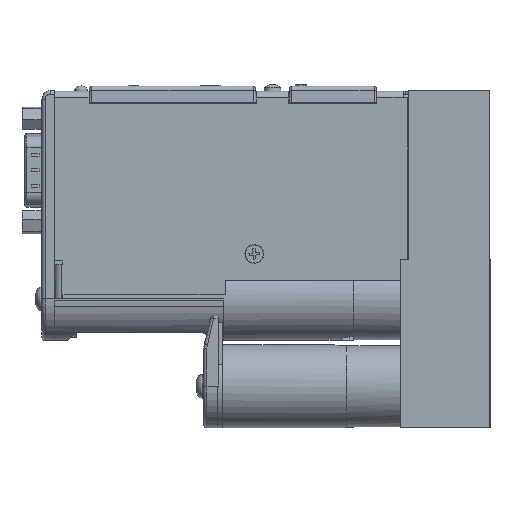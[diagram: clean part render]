
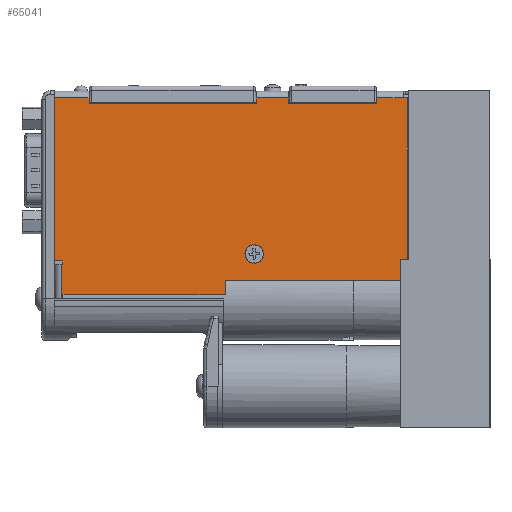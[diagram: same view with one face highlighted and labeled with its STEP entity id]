
A CAD part, left-side view. The second image highlights one B-rep face of the part: STEP entity #65041.
In plain terms, the highlighted planar face has unit normal (-1, 0, 0).
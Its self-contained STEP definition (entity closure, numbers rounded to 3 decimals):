
#3059=FACE_BOUND('',#6696,.T.);
#3394=FACE_OUTER_BOUND('',#6695,.T.);
#6695=EDGE_LOOP('',(#43202,#43203,#43204,#43205,#43206,#43207,#43208,#43209,
#43210,#43211,#43212,#43213,#43214,#43215,#43216,#43217,#43218,#43219,#43220,
#43221,#43222,#43223,#43224,#43225,#43226));
#6696=EDGE_LOOP('',(#43227));
#10001=LINE('',#90556,#17148);
#10285=LINE('',#91884,#17432);
#10289=LINE('',#91903,#17436);
#10293=LINE('',#91911,#17440);
#10294=LINE('',#91913,#17441);
#10295=LINE('',#91915,#17442);
#10296=LINE('',#91917,#17443);
#10297=LINE('',#91919,#17444);
#10298=LINE('',#91921,#17445);
#10299=LINE('',#91923,#17446);
#10300=LINE('',#91925,#17447);
#10301=LINE('',#91927,#17448);
#10302=LINE('',#91929,#17449);
#10303=LINE('',#91931,#17450);
#10304=LINE('',#91933,#17451);
#10305=LINE('',#91935,#17452);
#10306=LINE('',#91937,#17453);
#10307=LINE('',#91939,#17454);
#10308=LINE('',#91941,#17455);
#10309=LINE('',#91943,#17456);
#10310=LINE('',#91945,#17457);
#10311=LINE('',#91947,#17458);
#10312=LINE('',#91949,#17459);
#10313=LINE('',#91951,#17460);
#10314=LINE('',#91952,#17461);
#17148=VECTOR('',#73285,10.);
#17432=VECTOR('',#74033,10.);
#17436=VECTOR('',#74057,10.);
#17440=VECTOR('',#74063,10.);
#17441=VECTOR('',#74064,10.);
#17442=VECTOR('',#74065,10.);
#17443=VECTOR('',#74066,10.);
#17444=VECTOR('',#74067,10.);
#17445=VECTOR('',#74068,10.);
#17446=VECTOR('',#74069,10.);
#17447=VECTOR('',#74070,10.);
#17448=VECTOR('',#74071,10.);
#17449=VECTOR('',#74072,10.);
#17450=VECTOR('',#74073,10.);
#17451=VECTOR('',#74074,10.);
#17452=VECTOR('',#74075,10.);
#17453=VECTOR('',#74076,10.);
#17454=VECTOR('',#74077,10.);
#17455=VECTOR('',#74078,10.);
#17456=VECTOR('',#74079,10.);
#17457=VECTOR('',#74080,10.);
#17458=VECTOR('',#74081,10.);
#17459=VECTOR('',#74082,10.);
#17460=VECTOR('',#74083,10.);
#17461=VECTOR('',#74084,10.);
#24388=CIRCLE('',#68456,2.25);
#26074=VERTEX_POINT('',#90554);
#26075=VERTEX_POINT('',#90555);
#26346=VERTEX_POINT('',#91883);
#26351=VERTEX_POINT('',#91902);
#26354=VERTEX_POINT('',#91910);
#26355=VERTEX_POINT('',#91912);
#26356=VERTEX_POINT('',#91914);
#26357=VERTEX_POINT('',#91916);
#26358=VERTEX_POINT('',#91918);
#26359=VERTEX_POINT('',#91920);
#26360=VERTEX_POINT('',#91922);
#26361=VERTEX_POINT('',#91924);
#26362=VERTEX_POINT('',#91926);
#26363=VERTEX_POINT('',#91928);
#26364=VERTEX_POINT('',#91930);
#26365=VERTEX_POINT('',#91932);
#26366=VERTEX_POINT('',#91934);
#26367=VERTEX_POINT('',#91936);
#26368=VERTEX_POINT('',#91938);
#26369=VERTEX_POINT('',#91940);
#26370=VERTEX_POINT('',#91942);
#26371=VERTEX_POINT('',#91944);
#26372=VERTEX_POINT('',#91946);
#26373=VERTEX_POINT('',#91948);
#26374=VERTEX_POINT('',#91950);
#26375=VERTEX_POINT('',#91953);
#32784=EDGE_CURVE('',#26074,#26075,#10001,.T.);
#33190=EDGE_CURVE('',#26346,#26074,#10285,.T.);
#33198=EDGE_CURVE('',#26346,#26351,#10289,.T.);
#33202=EDGE_CURVE('',#26354,#26075,#10293,.T.);
#33203=EDGE_CURVE('',#26355,#26354,#10294,.T.);
#33204=EDGE_CURVE('',#26355,#26356,#10295,.T.);
#33205=EDGE_CURVE('',#26356,#26357,#10296,.T.);
#33206=EDGE_CURVE('',#26357,#26358,#10297,.T.);
#33207=EDGE_CURVE('',#26358,#26359,#10298,.T.);
#33208=EDGE_CURVE('',#26359,#26360,#10299,.T.);
#33209=EDGE_CURVE('',#26360,#26361,#10300,.T.);
#33210=EDGE_CURVE('',#26361,#26362,#10301,.T.);
#33211=EDGE_CURVE('',#26362,#26363,#10302,.T.);
#33212=EDGE_CURVE('',#26363,#26364,#10303,.T.);
#33213=EDGE_CURVE('',#26365,#26364,#10304,.T.);
#33214=EDGE_CURVE('',#26365,#26366,#10305,.T.);
#33215=EDGE_CURVE('',#26366,#26367,#10306,.T.);
#33216=EDGE_CURVE('',#26367,#26368,#10307,.T.);
#33217=EDGE_CURVE('',#26368,#26369,#10308,.T.);
#33218=EDGE_CURVE('',#26369,#26370,#10309,.T.);
#33219=EDGE_CURVE('',#26370,#26371,#10310,.T.);
#33220=EDGE_CURVE('',#26371,#26372,#10311,.T.);
#33221=EDGE_CURVE('',#26373,#26372,#10312,.T.);
#33222=EDGE_CURVE('',#26373,#26374,#10313,.T.);
#33223=EDGE_CURVE('',#26374,#26351,#10314,.T.);
#33224=EDGE_CURVE('',#26375,#26375,#24388,.T.);
#43202=ORIENTED_EDGE('',*,*,#33190,.T.);
#43203=ORIENTED_EDGE('',*,*,#32784,.T.);
#43204=ORIENTED_EDGE('',*,*,#33202,.F.);
#43205=ORIENTED_EDGE('',*,*,#33203,.F.);
#43206=ORIENTED_EDGE('',*,*,#33204,.T.);
#43207=ORIENTED_EDGE('',*,*,#33205,.T.);
#43208=ORIENTED_EDGE('',*,*,#33206,.T.);
#43209=ORIENTED_EDGE('',*,*,#33207,.T.);
#43210=ORIENTED_EDGE('',*,*,#33208,.T.);
#43211=ORIENTED_EDGE('',*,*,#33209,.T.);
#43212=ORIENTED_EDGE('',*,*,#33210,.T.);
#43213=ORIENTED_EDGE('',*,*,#33211,.T.);
#43214=ORIENTED_EDGE('',*,*,#33212,.T.);
#43215=ORIENTED_EDGE('',*,*,#33213,.F.);
#43216=ORIENTED_EDGE('',*,*,#33214,.T.);
#43217=ORIENTED_EDGE('',*,*,#33215,.T.);
#43218=ORIENTED_EDGE('',*,*,#33216,.T.);
#43219=ORIENTED_EDGE('',*,*,#33217,.T.);
#43220=ORIENTED_EDGE('',*,*,#33218,.T.);
#43221=ORIENTED_EDGE('',*,*,#33219,.T.);
#43222=ORIENTED_EDGE('',*,*,#33220,.T.);
#43223=ORIENTED_EDGE('',*,*,#33221,.F.);
#43224=ORIENTED_EDGE('',*,*,#33222,.T.);
#43225=ORIENTED_EDGE('',*,*,#33223,.T.);
#43226=ORIENTED_EDGE('',*,*,#33198,.F.);
#43227=ORIENTED_EDGE('',*,*,#33224,.F.);
#60130=PLANE('',#68455);
#65041=ADVANCED_FACE('',(#3394,#3059),#60130,.T.);
#68455=AXIS2_PLACEMENT_3D('',#91909,#74061,#74062);
#68456=AXIS2_PLACEMENT_3D('',#91954,#74085,#74086);
#73285=DIRECTION('',(0.,-1.,0.));
#74033=DIRECTION('',(0.,0.,1.));
#74057=DIRECTION('',(0.,1.,0.));
#74061=DIRECTION('center_axis',(-1.,0.,0.));
#74062=DIRECTION('ref_axis',(0.,-1.,0.));
#74063=DIRECTION('',(0.,0.,-1.));
#74064=DIRECTION('',(0.,-1.,0.));
#74065=DIRECTION('',(0.,1.,0.));
#74066=DIRECTION('',(0.,0.,-1.));
#74067=DIRECTION('',(0.,1.,0.));
#74068=DIRECTION('',(0.,0.,1.));
#74069=DIRECTION('',(0.,1.,0.));
#74070=DIRECTION('',(0.,0.,-1.));
#74071=DIRECTION('',(0.,1.,0.));
#74072=DIRECTION('',(0.,0.,1.));
#74073=DIRECTION('',(0.,1.,0.));
#74074=DIRECTION('',(0.,0.,1.));
#74075=DIRECTION('',(0.,-1.,0.));
#74076=DIRECTION('',(0.,0.,-1.));
#74077=DIRECTION('',(0.,1.,0.));
#74078=DIRECTION('',(0.,0.,-1.));
#74079=DIRECTION('',(0.,-1.,0.));
#74080=DIRECTION('',(0.,0.,1.));
#74081=DIRECTION('',(0.,-1.,0.));
#74082=DIRECTION('',(0.,1.,0.));
#74083=DIRECTION('',(0.,-1.,0.));
#74084=DIRECTION('',(0.,0.,1.));
#74085=DIRECTION('center_axis',(-1.,0.,0.));
#74086=DIRECTION('ref_axis',(0.,0.,-1.));
#90554=CARTESIAN_POINT('',(-9.9,11.75,-40.5));
#90555=CARTESIAN_POINT('',(-9.9,10.1,-40.5));
#90556=CARTESIAN_POINT('',(-9.9,31.394,-40.5));
#91883=CARTESIAN_POINT('',(-9.9,11.75,-45.5));
#91884=CARTESIAN_POINT('',(-9.9,11.75,-41.723));
#91902=CARTESIAN_POINT('',(-9.9,53.9,-45.5));
#91903=CARTESIAN_POINT('',(-9.9,11.175,-45.5));
#91909=CARTESIAN_POINT('Origin',(-9.9,53.037,-22.695));
#91910=CARTESIAN_POINT('',(-9.9,10.1,-1.7));
#91911=CARTESIAN_POINT('',(-9.9,10.1,-1.7));
#91912=CARTESIAN_POINT('',(-9.9,11.1,-1.7));
#91913=CARTESIAN_POINT('',(-9.9,11.175,-1.7));
#91914=CARTESIAN_POINT('',(-9.9,17.5,-1.7));
#91915=CARTESIAN_POINT('',(-9.9,53.037,-1.7));
#91916=CARTESIAN_POINT('',(-9.9,17.5,-3.09));
#91917=CARTESIAN_POINT('',(-9.9,17.5,-3.593));
#91918=CARTESIAN_POINT('',(-9.9,38.6,-3.09));
#91919=CARTESIAN_POINT('',(-9.9,35.269,-3.09));
#91920=CARTESIAN_POINT('',(-9.9,38.6,-1.7));
#91921=CARTESIAN_POINT('',(-9.9,38.6,-12.893));
#91922=CARTESIAN_POINT('',(-9.9,46.4,-1.7));
#91923=CARTESIAN_POINT('',(-9.9,53.037,-1.7));
#91924=CARTESIAN_POINT('',(-9.9,46.4,-3.09));
#91925=CARTESIAN_POINT('',(-9.9,46.4,-3.593));
#91926=CARTESIAN_POINT('',(-9.9,86.6,-3.09));
#91927=CARTESIAN_POINT('',(-9.9,49.719,-3.09));
#91928=CARTESIAN_POINT('',(-9.9,86.6,-1.7));
#91929=CARTESIAN_POINT('',(-9.9,86.6,-12.893));
#91930=CARTESIAN_POINT('',(-9.9,94.9,-1.7));
#91931=CARTESIAN_POINT('',(-9.9,53.037,-1.7));
#91932=CARTESIAN_POINT('',(-9.9,94.9,-40.9));
#91933=CARTESIAN_POINT('',(-9.9,94.9,0.11));
#91934=CARTESIAN_POINT('',(-9.9,92.9,-40.9));
#91935=CARTESIAN_POINT('',(-9.9,73.969,-40.9));
#91936=CARTESIAN_POINT('',(-9.9,92.9,-41.7));
#91937=CARTESIAN_POINT('',(-9.9,92.9,-31.798));
#91938=CARTESIAN_POINT('',(-9.9,93.3,-41.7));
#91939=CARTESIAN_POINT('',(-9.9,72.969,-41.7));
#91940=CARTESIAN_POINT('',(-9.9,93.3,-50.));
#91941=CARTESIAN_POINT('',(-9.9,93.3,-32.198));
#91942=CARTESIAN_POINT('',(-9.9,92.9,-50.));
#91943=CARTESIAN_POINT('',(-9.9,94.9,-50.));
#91944=CARTESIAN_POINT('',(-9.9,92.9,-49.004));
#91945=CARTESIAN_POINT('',(-9.9,92.9,-36.227));
#91946=CARTESIAN_POINT('',(-9.9,91.7,-49.));
#91947=CARTESIAN_POINT('',(-9.9,53.9,-49.004));
#91948=CARTESIAN_POINT('',(-9.9,62.1,-49.));
#91949=CARTESIAN_POINT('',(-9.9,57.469,-49.));
#91950=CARTESIAN_POINT('',(-9.9,53.9,-49.004));
#91951=CARTESIAN_POINT('',(-9.9,53.9,-49.004));
#91952=CARTESIAN_POINT('',(-9.9,53.9,-50.));
#91953=CARTESIAN_POINT('',(-9.9,46.9,-36.95));
#91954=CARTESIAN_POINT('Origin',(-9.9,46.9,-39.2));
